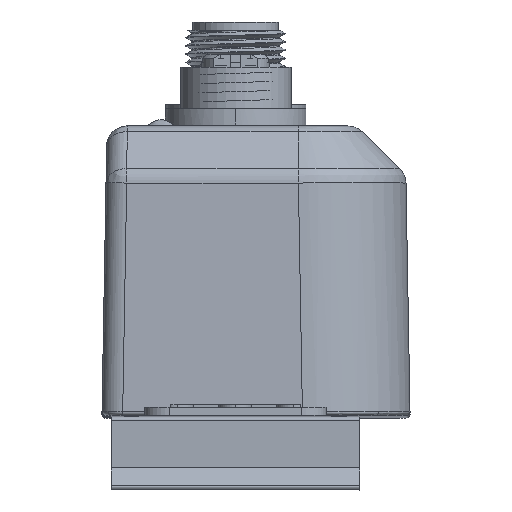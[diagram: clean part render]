
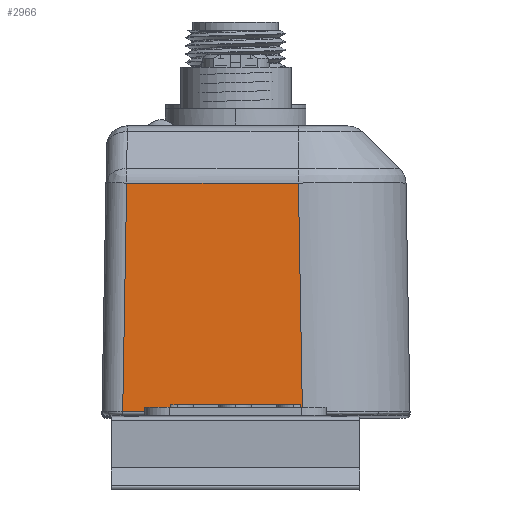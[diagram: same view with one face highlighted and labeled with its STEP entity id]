
A CAD part, top view. The second image highlights one B-rep face of the part: STEP entity #2966.
In plain terms, the highlighted planar face has unit normal (0, 0.018, 1).
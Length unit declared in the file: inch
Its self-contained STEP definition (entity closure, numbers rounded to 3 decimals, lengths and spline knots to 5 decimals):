
#146 = EDGE_LOOP ( 'NONE', ( #75178, #121014, #18190, #10988, #85775, #140702, #15129, #19101 ) ) ;
#473 = VECTOR ( 'NONE', #62587, 39.37008 ) ;
#2966 = ADVANCED_FACE ( 'NONE', ( #149260 ), #59892, .T. ) ;
#6874 = CARTESIAN_POINT ( 'NONE',  ( 0., 0.05118, 3.76332 ) ) ;
#7300 = CARTESIAN_POINT ( 'NONE',  ( 0.20994, 0.05118, 3.76332 ) ) ;
#8653 = CARTESIAN_POINT ( 'NONE',  ( 0.20994, 0.04069, 3.7635 ) ) ;
#9474 = CARTESIAN_POINT ( 'NONE',  ( 0.20994, 0.03019, 3.76368 ) ) ;
#10988 = ORIENTED_EDGE ( 'NONE', *, *, #23626, .F. ) ;
#11055 = CARTESIAN_POINT ( 'NONE',  ( -0.40423, 0.05118, 3.76332 ) ) ;
#13102 = CARTESIAN_POINT ( 'NONE',  ( 0.20168, 1.10552, 3.74491 ) ) ;
#15129 = ORIENTED_EDGE ( 'NONE', *, *, #135978, .T. ) ;
#15271 = EDGE_CURVE ( 'NONE', #69982, #126167, #108656, .T. ) ;
#17488 = VERTEX_POINT ( 'NONE', #159465 ) ;
#18190 = ORIENTED_EDGE ( 'NONE', *, *, #18290, .T. ) ;
#18290 = EDGE_CURVE ( 'NONE', #17488, #39399, #148125, .T. ) ;
#19101 = ORIENTED_EDGE ( 'NONE', *, *, #27584, .T. ) ;
#19415 = CARTESIAN_POINT ( 'NONE',  ( -0.40423, 0.05118, 3.76332 ) ) ;
#19947 = CARTESIAN_POINT ( 'NONE',  ( 0.20994, 0.0197, 3.76386 ) ) ;
#20185 = VECTOR ( 'NONE', #108542, 39.37008 ) ;
#21140 = CARTESIAN_POINT ( 'NONE',  ( -0.40423, 0.03019, 3.76368 ) ) ;
#21196 = CARTESIAN_POINT ( 'NONE',  ( 0.20994, 0.0197, 3.76386 ) ) ;
#22327 = DIRECTION ( 'NONE',  ( 0., 0.017, 1. ) ) ;
#23626 = EDGE_CURVE ( 'NONE', #69982, #39399, #82877, .T. ) ;
#27584 = EDGE_CURVE ( 'NONE', #164047, #62663, #33341, .T. ) ;
#33234 = DIRECTION ( 'NONE',  ( -0.017, 1., -0.017 ) ) ;
#33341 = LINE ( 'NONE', #58412, #20185 ) ;
#38031 = CARTESIAN_POINT ( 'NONE',  ( 0.20994, 0.0197, 3.76386 ) ) ;
#38261 = VECTOR ( 'NONE', #133840, 39.37008 ) ;
#39399 = VERTEX_POINT ( 'NONE', #19415 ) ;
#41815 = CARTESIAN_POINT ( 'NONE',  ( -0.48081, 0.01978, 3.76386 ) ) ;
#50571 = CARTESIAN_POINT ( 'NONE',  ( 0.21707, 0.01986, 3.76386 ) ) ;
#53230 = CARTESIAN_POINT ( 'NONE',  ( 0.22063, 0.01994, 3.76386 ) ) ;
#53324 = LINE ( 'NONE', #142713, #473 ) ;
#58412 = CARTESIAN_POINT ( 'NONE',  ( 0.20168, 1.10552, 3.74491 ) ) ;
#59892 = PLANE ( 'NONE',  #147519 ) ;
#60731 = DIRECTION ( 'NONE',  ( 0., -1., 0.017 ) ) ;
#62587 = DIRECTION ( 'NONE',  ( -0.017, -1., 0.017 ) ) ;
#62663 = VERTEX_POINT ( 'NONE', #146335 ) ;
#68566 = CARTESIAN_POINT ( 'NONE',  ( -0.55738, 0.01986, 3.76386 ) ) ;
#69982 = VERTEX_POINT ( 'NONE', #7300 ) ;
#70864 = LINE ( 'NONE', #147661, #110280 ) ;
#75178 = ORIENTED_EDGE ( 'NONE', *, *, #110563, .T. ) ;
#78608 = VERTEX_POINT ( 'NONE', #159282 ) ;
#82877 = LINE ( 'NONE', #6874, #38261 ) ;
#85775 = ORIENTED_EDGE ( 'NONE', *, *, #15271, .T. ) ;
#88976 = CARTESIAN_POINT ( 'NONE',  ( 0.22063, 0.01994, 3.76386 ) ) ;
#93060 = CARTESIAN_POINT ( 'NONE',  ( 0.20994, 0.05118, 3.76332 ) ) ;
#93592 = CARTESIAN_POINT ( 'NONE',  ( -0.40423, 0.0197, 3.76386 ) ) ;
#102703 = EDGE_CURVE ( 'NONE', #17488, #78608, #135109, .T. ) ;
#103991 = CARTESIAN_POINT ( 'NONE',  ( 0.21351, 0.01978, 3.76386 ) ) ;
#108542 = DIRECTION ( 'NONE',  ( -1., 0., 0. ) ) ;
#108656 = B_SPLINE_CURVE_WITH_KNOTS ( 'NONE', 3,
 ( #93060, #8653, #9474, #21196 ),
 .UNSPECIFIED., .F., .F.,
 ( 4, 4 ),
 ( 0., 1. ),
 .UNSPECIFIED. ) ;
#110280 = VECTOR ( 'NONE', #33234, 39.37008 ) ;
#110563 = EDGE_CURVE ( 'NONE', #62663, #78608, #53324, .T. ) ;
#110823 = CARTESIAN_POINT ( 'NONE',  ( -0.70866, 1.37795, 3.74016 ) ) ;
#118054 = B_SPLINE_CURVE_WITH_KNOTS ( 'NONE', 3,
 ( #38031, #103991, #50571, #88976 ),
 .UNSPECIFIED., .F., .F.,
 ( 4, 4 ),
 ( 0., 1. ),
 .UNSPECIFIED. ) ;
#121014 = ORIENTED_EDGE ( 'NONE', *, *, #102703, .F. ) ;
#126167 = VERTEX_POINT ( 'NONE', #19947 ) ;
#133840 = DIRECTION ( 'NONE',  ( -1., 0., 0. ) ) ;
#135109 = B_SPLINE_CURVE_WITH_KNOTS ( 'NONE', 3,
 ( #93592, #41815, #68566, #144549 ),
 .UNSPECIFIED., .F., .F.,
 ( 4, 4 ),
 ( 0., 1. ),
 .UNSPECIFIED. ) ;
#135555 = CARTESIAN_POINT ( 'NONE',  ( -0.40423, 0.04069, 3.7635 ) ) ;
#135978 = EDGE_CURVE ( 'NONE', #159475, #164047, #70864, .T. ) ;
#140702 = ORIENTED_EDGE ( 'NONE', *, *, #159922, .T. ) ;
#142713 = CARTESIAN_POINT ( 'NONE',  ( -0.61501, 1.10552, 3.74491 ) ) ;
#144549 = CARTESIAN_POINT ( 'NONE',  ( -0.63395, 0.01994, 3.76386 ) ) ;
#146335 = CARTESIAN_POINT ( 'NONE',  ( -0.61501, 1.10552, 3.74491 ) ) ;
#147519 = AXIS2_PLACEMENT_3D ( 'NONE', #110823, #22327, #60731 ) ;
#147661 = CARTESIAN_POINT ( 'NONE',  ( 0.22063, 0.01994, 3.76386 ) ) ;
#148125 = B_SPLINE_CURVE_WITH_KNOTS ( 'NONE', 3,
 ( #150518, #21140, #135555, #11055 ),
 .UNSPECIFIED., .F., .F.,
 ( 4, 4 ),
 ( 0., 1. ),
 .UNSPECIFIED. ) ;
#149260 = FACE_OUTER_BOUND ( 'NONE', #146, .T. ) ;
#150518 = CARTESIAN_POINT ( 'NONE',  ( -0.40423, 0.0197, 3.76386 ) ) ;
#159282 = CARTESIAN_POINT ( 'NONE',  ( -0.63395, 0.01994, 3.76386 ) ) ;
#159465 = CARTESIAN_POINT ( 'NONE',  ( -0.40423, 0.0197, 3.76386 ) ) ;
#159475 = VERTEX_POINT ( 'NONE', #53230 ) ;
#159922 = EDGE_CURVE ( 'NONE', #126167, #159475, #118054, .T. ) ;
#164047 = VERTEX_POINT ( 'NONE', #13102 ) ;
